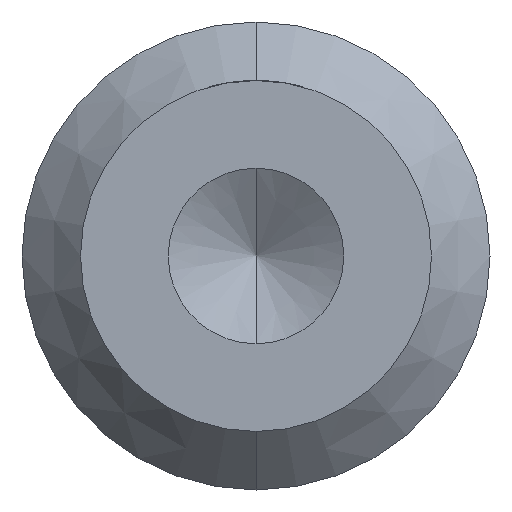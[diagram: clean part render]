
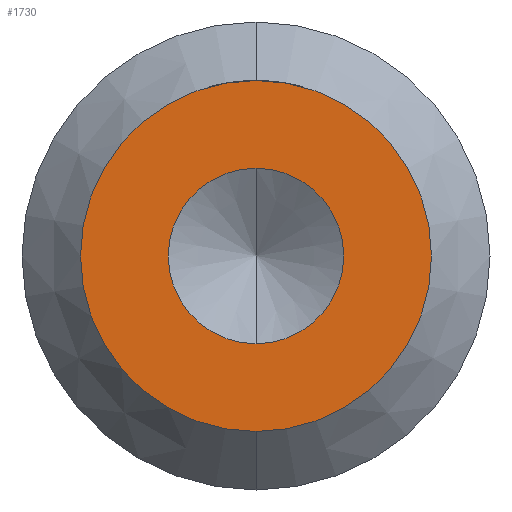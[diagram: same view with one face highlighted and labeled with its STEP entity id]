
A CAD part, front view. The second image highlights one B-rep face of the part: STEP entity #1730.
In plain terms, the highlighted planar face has unit normal (0, -1, 0).
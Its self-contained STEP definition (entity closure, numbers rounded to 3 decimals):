
#12 = EDGE_LOOP ( 'NONE', ( #1233, #2199 ) ) ;
#465 = DIRECTION ( 'NONE',  ( 0., 1., 0. ) ) ;
#608 = EDGE_CURVE ( 'NONE', #1977, #2634, #890, .T. ) ;
#653 = EDGE_CURVE ( 'NONE', #2634, #1977, #2244, .T. ) ;
#741 = CARTESIAN_POINT ( 'NONE',  ( 0., 0., 3. ) ) ;
#890 = CIRCLE ( 'NONE', #4252, 3. ) ;
#891 = FACE_BOUND ( 'NONE', #4518, .T. ) ;
#1116 = CIRCLE ( 'NONE', #5235, 6. ) ;
#1212 = EDGE_CURVE ( 'NONE', #2688, #1576, #1116, .T. ) ;
#1233 = ORIENTED_EDGE ( 'NONE', *, *, #1212, .T. ) ;
#1271 = DIRECTION ( 'NONE',  ( 0., 0., 1. ) ) ;
#1332 = CARTESIAN_POINT ( 'NONE',  ( 0., 0., -3. ) ) ;
#1423 = DIRECTION ( 'NONE',  ( 0., 0., -1. ) ) ;
#1432 = DIRECTION ( 'NONE',  ( 0., 0., -1. ) ) ;
#1576 = VERTEX_POINT ( 'NONE', #2744 ) ;
#1730 = ADVANCED_FACE ( 'NONE', ( #891, #2245 ), #2912, .F. ) ;
#1969 = CIRCLE ( 'NONE', #3036, 6. ) ;
#1977 = VERTEX_POINT ( 'NONE', #1332 ) ;
#2117 = CARTESIAN_POINT ( 'NONE',  ( -3., 0., 0. ) ) ;
#2158 = AXIS2_PLACEMENT_3D ( 'NONE', #2628, #4304, #1423 ) ;
#2160 = DIRECTION ( 'NONE',  ( 0., 0., -1. ) ) ;
#2199 = ORIENTED_EDGE ( 'NONE', *, *, #3319, .T. ) ;
#2244 = CIRCLE ( 'NONE', #2158, 3. ) ;
#2245 = FACE_OUTER_BOUND ( 'NONE', #12, .T. ) ;
#2628 = CARTESIAN_POINT ( 'NONE',  ( 0., 0., 0. ) ) ;
#2634 = VERTEX_POINT ( 'NONE', #741 ) ;
#2688 = VERTEX_POINT ( 'NONE', #3529 ) ;
#2708 = DIRECTION ( 'NONE',  ( 0., -1., 0. ) ) ;
#2744 = CARTESIAN_POINT ( 'NONE',  ( 0., 0., 6. ) ) ;
#2912 = PLANE ( 'NONE',  #4231 ) ;
#2921 = DIRECTION ( 'NONE',  ( 0., -1., 0. ) ) ;
#2957 = CARTESIAN_POINT ( 'NONE',  ( 0., 0., 0. ) ) ;
#3036 = AXIS2_PLACEMENT_3D ( 'NONE', #2957, #4183, #4198 ) ;
#3319 = EDGE_CURVE ( 'NONE', #1576, #2688, #1969, .T. ) ;
#3529 = CARTESIAN_POINT ( 'NONE',  ( 0., 0., -6. ) ) ;
#3694 = ORIENTED_EDGE ( 'NONE', *, *, #653, .F. ) ;
#3730 = CARTESIAN_POINT ( 'NONE',  ( 0., 0., 0. ) ) ;
#3744 = ORIENTED_EDGE ( 'NONE', *, *, #608, .F. ) ;
#4183 = DIRECTION ( 'NONE',  ( 0., -1., 0. ) ) ;
#4198 = DIRECTION ( 'NONE',  ( 0., 0., -1. ) ) ;
#4231 = AXIS2_PLACEMENT_3D ( 'NONE', #2117, #465, #1271 ) ;
#4252 = AXIS2_PLACEMENT_3D ( 'NONE', #3730, #2921, #2160 ) ;
#4304 = DIRECTION ( 'NONE',  ( 0., -1., 0. ) ) ;
#4518 = EDGE_LOOP ( 'NONE', ( #3744, #3694 ) ) ;
#5118 = CARTESIAN_POINT ( 'NONE',  ( 0., 0., 0. ) ) ;
#5235 = AXIS2_PLACEMENT_3D ( 'NONE', #5118, #2708, #1432 ) ;
